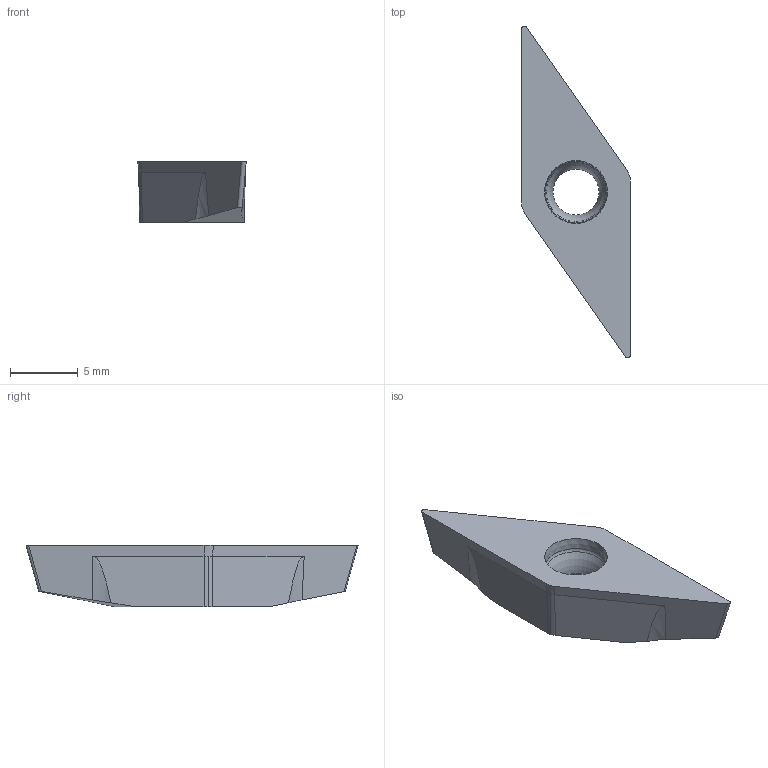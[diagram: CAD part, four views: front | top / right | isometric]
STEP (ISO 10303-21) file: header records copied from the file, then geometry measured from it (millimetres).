
FILE_DESCRIPTION(/* description */ (''),/* implementation_level */ '2;1');
FILE_NAME(/* name */ 'aaa320078_a.stp',/* time_stamp */ '2018-06-21T12:03:16+02:00',/* author */ (''),/* organization */ ('SMS'),/* preprocessor_version */ 'ST-DEVELOPER v15',/* originating_system */ 'SIEMENS PLM Software NX 8.5',/* authorisation */ '');
FILE_SCHEMA (('AUTOMOTIVE_DESIGN { 1 0 10303 214 3 1 1 1 }'));
Length unit declared in the file: millimetre
Products named in the file (1): AAA320078_A
Bounding box: 8 x 24.5 x 4.53 mm (x, y, z)
Volume: 407.1 mm3; surface area: 459.4 mm2
Topology: 1 solids, 1 shells, 28 faces, 78 edges, 54 vertices
Faces by surface type: plane 12, extrusion 10, cone 3, torus 2, cylinder 1
Full cylindrical faces by diameter (mm): 3.4 x1
Entity records: 1218 total; most frequent: CARTESIAN_POINT 485, ORIENTED_EDGE 142, DIRECTION 124, EDGE_CURVE 71, VERTEX_POINT 49, VECTOR 48, LINE 38, AXIS2_PLACEMENT_3D 38
